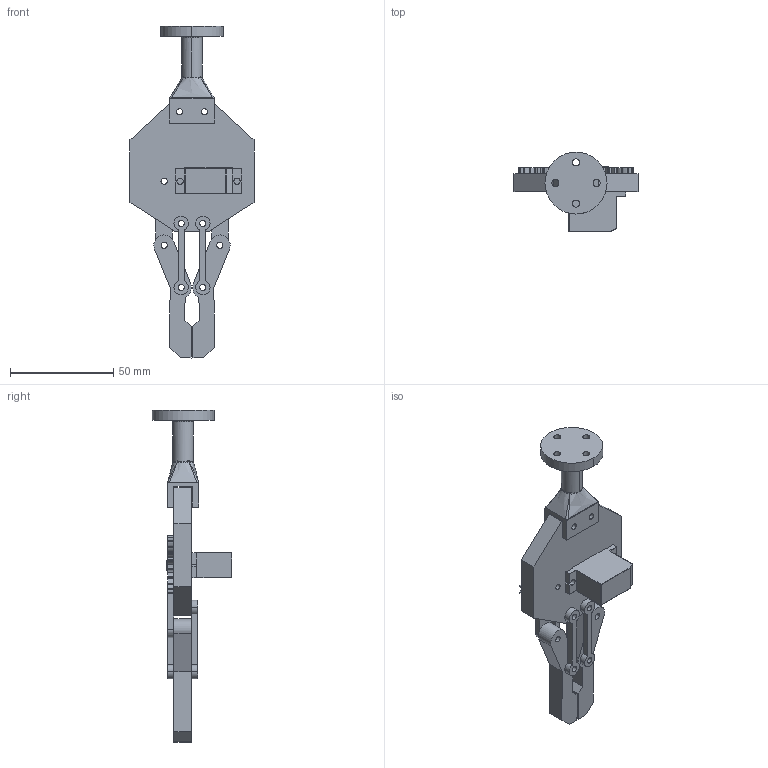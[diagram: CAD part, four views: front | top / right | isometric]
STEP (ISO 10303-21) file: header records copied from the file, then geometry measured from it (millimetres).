
FILE_DESCRIPTION (( 'STEP AP214' ), '1' );
FILE_NAME ('End effector.STEP', '2024-07-16T02:34:22', ( '' ), ( '' ), 'SwSTEP 2.0', 'SolidWorks 2022', '' );
FILE_SCHEMA (( 'AUTOMOTIVE_DESIGN' ));
Length unit declared in the file: millimetre
Products named in the file (8): Base part; Rocker link; End effector; Crank.step; Servo, Metal Gear, MG90S; Coupler link; End Effector Tail; Crank with servo.step
Assembly tree (11 placements, depth 2):
  End effector
    Base part
    Rocker link  x4
    Coupler link  x2
    Servo, Metal Gear, MG90S
    End Effector Tail
    Crank.step
    Crank with servo.step
Bounding box: 60 x 38.55 x 160.63 mm (x, y, z)
Volume: 54573 mm3; surface area: 27192.6 mm2
Topology: 11 solids, 11 shells, 656 faces, 1814 edges, 1163 vertices
Faces by surface type: cylinder 497, plane 96, bspline 23, torus 22, sphere 18
Entity records: 25344 total; most frequent: CARTESIAN_POINT 6139, DIRECTION 3631, ORIENTED_EDGE 3288, EDGE_CURVE 1644, AXIS2_PLACEMENT_3D 1503, VERTEX_POINT 1063, CIRCLE 914, EDGE_LOOP 649
